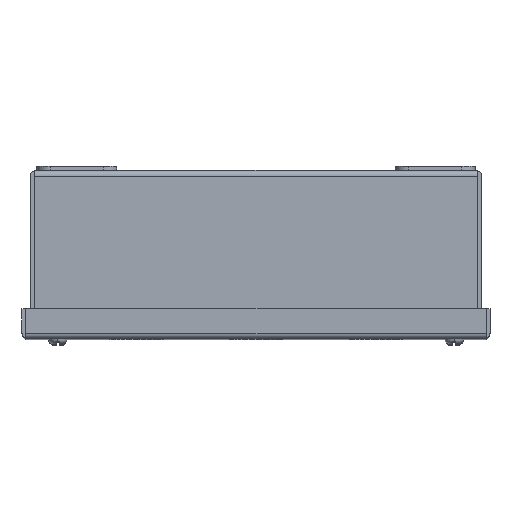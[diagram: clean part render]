
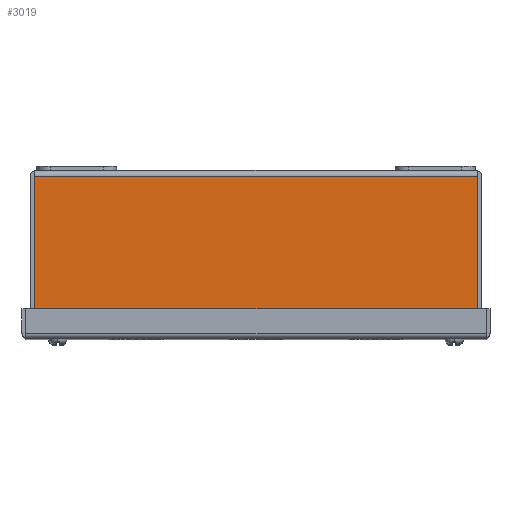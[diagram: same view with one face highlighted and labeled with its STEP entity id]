
A CAD part, top view. The second image highlights one B-rep face of the part: STEP entity #3019.
In plain terms, the highlighted planar face has unit normal (0, 0, 1).
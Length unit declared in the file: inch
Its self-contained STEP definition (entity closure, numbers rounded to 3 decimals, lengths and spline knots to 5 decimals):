
#225 = DIRECTION ( 'NONE',  ( -1., 0., 0. ) ) ;
#2056 = VECTOR ( 'NONE', #12914, 39.37008 ) ;
#2094 = PLANE ( 'NONE',  #9892 ) ;
#2281 = EDGE_CURVE ( 'NONE', #22688, #19724, #2627, .T. ) ;
#2627 = LINE ( 'NONE', #22327, #17913 ) ;
#3019 = ADVANCED_FACE ( 'NONE', ( #7308 ), #2094, .F. ) ;
#3808 = ORIENTED_EDGE ( 'NONE', *, *, #2281, .F. ) ;
#4789 = LINE ( 'NONE', #17865, #7041 ) ;
#5836 = EDGE_LOOP ( 'NONE', ( #3808, #21226, #14886, #16770 ) ) ;
#6683 = DIRECTION ( 'NONE',  ( 0., -1., 0. ) ) ;
#7041 = VECTOR ( 'NONE', #6683, 39.37008 ) ;
#7308 = FACE_OUTER_BOUND ( 'NONE', #5836, .T. ) ;
#8298 = LINE ( 'NONE', #13700, #19133 ) ;
#8600 = VERTEX_POINT ( 'NONE', #10119 ) ;
#9087 = DIRECTION ( 'NONE',  ( 0., 0., -1. ) ) ;
#9892 = AXIS2_PLACEMENT_3D ( 'NONE', #20049, #9087, #225 ) ;
#10119 = CARTESIAN_POINT ( 'NONE',  ( 4.17721, -0.108, 4.75 ) ) ;
#11979 = EDGE_CURVE ( 'NONE', #8600, #22688, #8298, .T. ) ;
#12806 = LINE ( 'NONE', #20009, #2056 ) ;
#12914 = DIRECTION ( 'NONE',  ( 1., 0., 0. ) ) ;
#13700 = CARTESIAN_POINT ( 'NONE',  ( 4.17721, 39.37008, 4.75 ) ) ;
#13972 = EDGE_CURVE ( 'NONE', #20358, #8600, #12806, .T. ) ;
#14024 = CARTESIAN_POINT ( 'NONE',  ( -4.17721, -0.108, 4.75 ) ) ;
#14886 = ORIENTED_EDGE ( 'NONE', *, *, #13972, .F. ) ;
#15370 = EDGE_CURVE ( 'NONE', #20358, #19724, #4789, .T. ) ;
#15468 = DIRECTION ( 'NONE',  ( 0., -1., 0. ) ) ;
#16660 = CARTESIAN_POINT ( 'NONE',  ( -4.17721, -2.892, 4.75 ) ) ;
#16770 = ORIENTED_EDGE ( 'NONE', *, *, #15370, .T. ) ;
#17865 = CARTESIAN_POINT ( 'NONE',  ( -4.17721, 39.37008, 4.75 ) ) ;
#17913 = VECTOR ( 'NONE', #22567, 39.37008 ) ;
#19133 = VECTOR ( 'NONE', #15468, 39.37008 ) ;
#19724 = VERTEX_POINT ( 'NONE', #16660 ) ;
#19918 = CARTESIAN_POINT ( 'NONE',  ( 4.17721, -2.892, 4.75 ) ) ;
#20009 = CARTESIAN_POINT ( 'NONE',  ( -4.142, -0.108, 4.75 ) ) ;
#20049 = CARTESIAN_POINT ( 'NONE',  ( 29.156, 0., 4.75 ) ) ;
#20358 = VERTEX_POINT ( 'NONE', #14024 ) ;
#21226 = ORIENTED_EDGE ( 'NONE', *, *, #11979, .F. ) ;
#22327 = CARTESIAN_POINT ( 'NONE',  ( -4.17721, -2.892, 4.75 ) ) ;
#22567 = DIRECTION ( 'NONE',  ( -1., 0., 0. ) ) ;
#22688 = VERTEX_POINT ( 'NONE', #19918 ) ;
